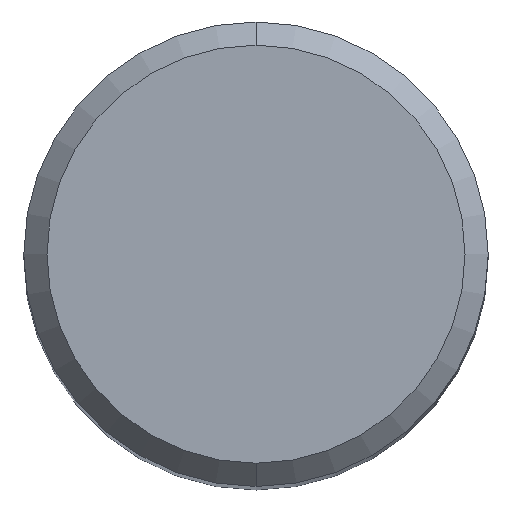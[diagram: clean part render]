
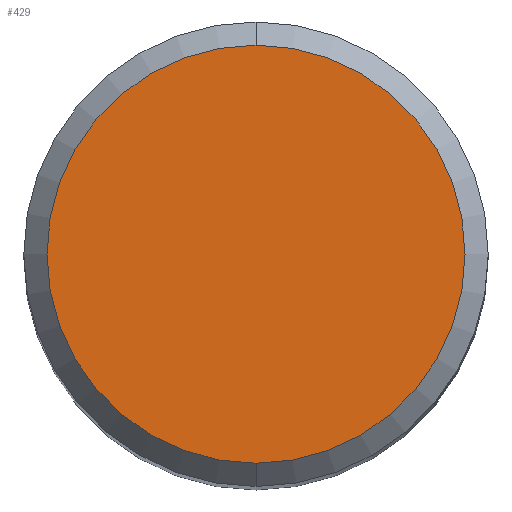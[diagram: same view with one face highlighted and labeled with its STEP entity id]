
A CAD part, top view. The second image highlights one B-rep face of the part: STEP entity #429.
In plain terms, the highlighted planar face has unit normal (0, 0, 1).
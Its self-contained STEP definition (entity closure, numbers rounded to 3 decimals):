
#187=VERTEX_POINT('',#480);
#245=EDGE_CURVE('',#335,#187,#546,.T.);
#255=EDGE_CURVE('',#187,#335,#557,.T.);
#335=VERTEX_POINT('',#646);
#429=ADVANCED_FACE('',(#746),#747,.T.);
#480=CARTESIAN_POINT('',(0.,-3.6,0.0));
#546=CIRCLE('',#1002,3.6);
#557=CIRCLE('',#1018,3.6);
#646=CARTESIAN_POINT('',(0.0,3.6,0.0));
#746=FACE_OUTER_BOUND('',#1376,.T.);
#747=PLANE('',#1377);
#1002=AXIS2_PLACEMENT_3D('',#1510,#1511,#1512);
#1018=AXIS2_PLACEMENT_3D('',#1528,#1529,#1530);
#1376=EDGE_LOOP('',(#1705,#1706));
#1377=AXIS2_PLACEMENT_3D('',#1707,#1708,#1709);
#1510=CARTESIAN_POINT('',(0.0,0.0,0.0));
#1511=DIRECTION('',(0.0,0.0,-1.0));
#1512=DIRECTION('',(0.0,1.0,0.0));
#1528=CARTESIAN_POINT('',(0.0,0.0,0.0));
#1529=DIRECTION('',(0.0,0.0,-1.0));
#1530=DIRECTION('',(0.0,1.0,0.0));
#1705=ORIENTED_EDGE('',*,*,#245,.F.);
#1706=ORIENTED_EDGE('',*,*,#255,.F.);
#1707=CARTESIAN_POINT('',(0.0,1.8,0.0));
#1708=DIRECTION('',(-0.0,0.0,1.0));
#1709=DIRECTION('',(0.0,-1.0,0.0));
